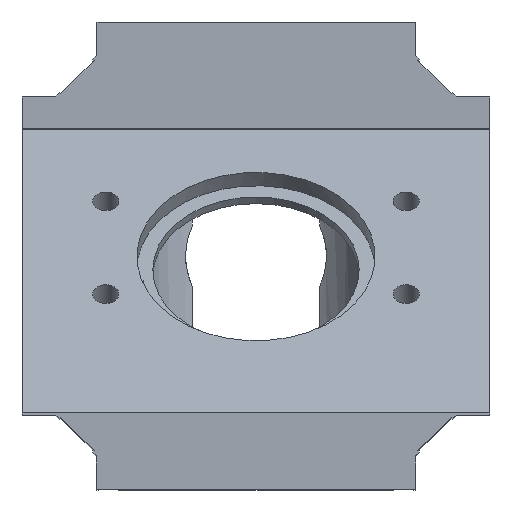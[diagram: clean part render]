
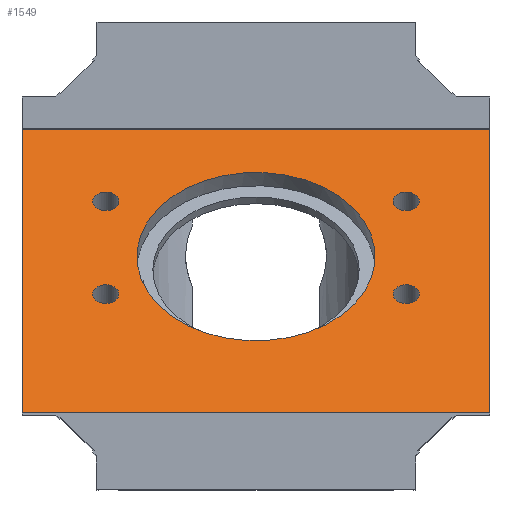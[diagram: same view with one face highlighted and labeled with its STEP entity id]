
A CAD part, top view. The second image highlights one B-rep face of the part: STEP entity #1549.
In plain terms, the highlighted planar face has unit normal (0, 0.707, 0.707).
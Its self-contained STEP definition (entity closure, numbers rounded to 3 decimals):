
#43=FACE_BOUND('',#182,.T.);
#44=FACE_BOUND('',#183,.T.);
#45=FACE_BOUND('',#184,.T.);
#46=FACE_BOUND('',#185,.T.);
#47=FACE_BOUND('',#186,.T.);
#64=CIRCLE('',#1661,1.4);
#65=CIRCLE('',#1662,1.4);
#66=CIRCLE('',#1663,1.4);
#67=CIRCLE('',#1664,1.4);
#68=CIRCLE('',#1665,12.7);
#105=FACE_OUTER_BOUND('',#181,.T.);
#181=EDGE_LOOP('',(#1051,#1052,#1053,#1054));
#182=EDGE_LOOP('',(#1055));
#183=EDGE_LOOP('',(#1056));
#184=EDGE_LOOP('',(#1057));
#185=EDGE_LOOP('',(#1058));
#186=EDGE_LOOP('',(#1059));
#313=LINE('',#2306,#479);
#314=LINE('',#2308,#480);
#315=LINE('',#2310,#481);
#316=LINE('',#2311,#482);
#479=VECTOR('',#1825,10.);
#480=VECTOR('',#1826,10.);
#481=VECTOR('',#1827,10.);
#482=VECTOR('',#1828,10.);
#660=VERTEX_POINT('',#2304);
#661=VERTEX_POINT('',#2305);
#662=VERTEX_POINT('',#2307);
#663=VERTEX_POINT('',#2309);
#664=VERTEX_POINT('',#2312);
#665=VERTEX_POINT('',#2314);
#666=VERTEX_POINT('',#2316);
#667=VERTEX_POINT('',#2318);
#668=VERTEX_POINT('',#2320);
#814=EDGE_CURVE('',#660,#661,#313,.T.);
#815=EDGE_CURVE('',#661,#662,#314,.T.);
#816=EDGE_CURVE('',#662,#663,#315,.T.);
#817=EDGE_CURVE('',#663,#660,#316,.T.);
#818=EDGE_CURVE('',#664,#664,#64,.T.);
#819=EDGE_CURVE('',#665,#665,#65,.T.);
#820=EDGE_CURVE('',#666,#666,#66,.T.);
#821=EDGE_CURVE('',#667,#667,#67,.T.);
#822=EDGE_CURVE('',#668,#668,#68,.T.);
#1051=ORIENTED_EDGE('',*,*,#814,.T.);
#1052=ORIENTED_EDGE('',*,*,#815,.T.);
#1053=ORIENTED_EDGE('',*,*,#816,.T.);
#1054=ORIENTED_EDGE('',*,*,#817,.T.);
#1055=ORIENTED_EDGE('',*,*,#818,.T.);
#1056=ORIENTED_EDGE('',*,*,#819,.T.);
#1057=ORIENTED_EDGE('',*,*,#820,.T.);
#1058=ORIENTED_EDGE('',*,*,#821,.T.);
#1059=ORIENTED_EDGE('',*,*,#822,.T.);
#1489=PLANE('',#1660);
#1549=ADVANCED_FACE('',(#105,#43,#44,#45,#46,#47),#1489,.F.);
#1660=AXIS2_PLACEMENT_3D('',#2303,#1823,#1824);
#1661=AXIS2_PLACEMENT_3D('',#2313,#1829,#1830);
#1662=AXIS2_PLACEMENT_3D('',#2315,#1831,#1832);
#1663=AXIS2_PLACEMENT_3D('',#2317,#1833,#1834);
#1664=AXIS2_PLACEMENT_3D('',#2319,#1835,#1836);
#1665=AXIS2_PLACEMENT_3D('',#2321,#1837,#1838);
#1823=DIRECTION('center_axis',(0.,-0.707,
-0.707));
#1824=DIRECTION('ref_axis',(-1.,0.,0.));
#1825=DIRECTION('',(1.,0.,0.));
#1826=DIRECTION('',(0.,0.707,-0.707));
#1827=DIRECTION('',(-1.,0.,0.));
#1828=DIRECTION('',(0.,-0.707,0.707));
#1829=DIRECTION('center_axis',(0.,-0.707,
-0.707));
#1830=DIRECTION('ref_axis',(1.,0.,0.));
#1831=DIRECTION('center_axis',(0.,-0.707,
-0.707));
#1832=DIRECTION('ref_axis',(-1.,0.,0.));
#1833=DIRECTION('center_axis',(0.,-0.707,
-0.707));
#1834=DIRECTION('ref_axis',(-1.,0.,0.));
#1835=DIRECTION('center_axis',(0.,-0.707,
-0.707));
#1836=DIRECTION('ref_axis',(1.,0.,0.));
#1837=DIRECTION('center_axis',(0.,-0.707,
-0.707));
#1838=DIRECTION('ref_axis',(-1.,0.,0.));
#2303=CARTESIAN_POINT('Origin',(0.,-5.675,22.446));
#2304=CARTESIAN_POINT('',(-24.9,-16.729,33.5));
#2305=CARTESIAN_POINT('',(24.9,-16.729,33.5));
#2306=CARTESIAN_POINT('',(-12.45,-16.729,33.5));
#2307=CARTESIAN_POINT('',(24.9,13.55,3.221));
#2308=CARTESIAN_POINT('',(24.9,-3.595,20.366));
#2309=CARTESIAN_POINT('',(-24.9,13.55,3.221));
#2310=CARTESIAN_POINT('',(12.45,13.55,3.221));
#2311=CARTESIAN_POINT('',(-24.9,3.993,12.778));
#2312=CARTESIAN_POINT('',(-17.4,5.835,10.936));
#2313=CARTESIAN_POINT('Origin',(-16.,5.835,10.936));
#2314=CARTESIAN_POINT('',(17.4,-4.064,20.836));
#2315=CARTESIAN_POINT('Origin',(16.,-4.064,20.836));
#2316=CARTESIAN_POINT('',(-14.6,-4.064,20.836));
#2317=CARTESIAN_POINT('Origin',(-16.,-4.064,20.836));
#2318=CARTESIAN_POINT('',(14.6,5.835,10.936));
#2319=CARTESIAN_POINT('Origin',(16.,5.835,10.936));
#2320=CARTESIAN_POINT('',(-10.482,5.006,11.765));
#2321=CARTESIAN_POINT('Origin',(0.,-0.064,
16.836));
